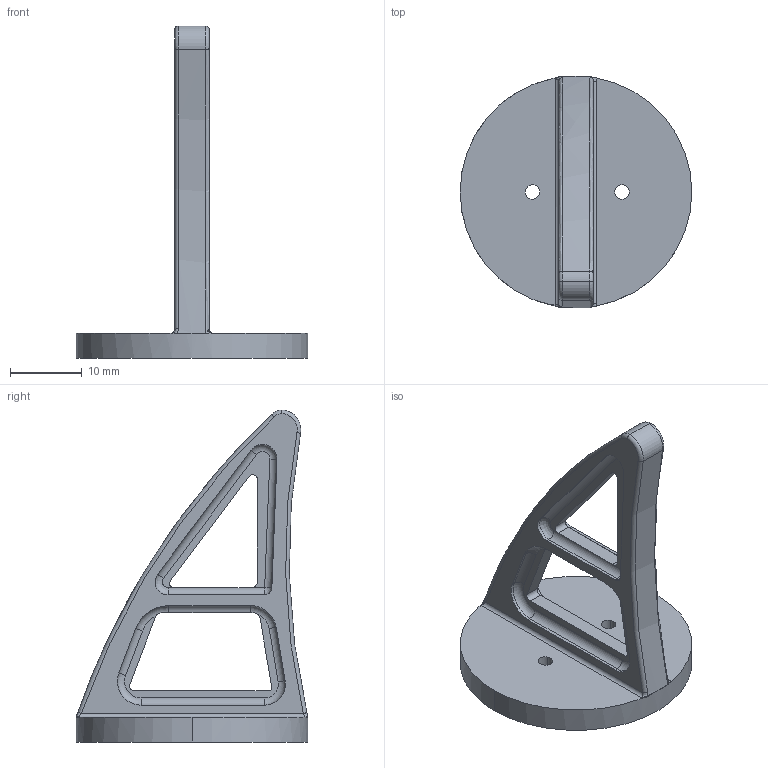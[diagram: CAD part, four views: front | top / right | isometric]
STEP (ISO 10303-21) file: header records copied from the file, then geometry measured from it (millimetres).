
FILE_DESCRIPTION(('CATIA V5 STEP Exchange'),'2;1');
FILE_NAME('leg1.stp','2018-06-28T10:27:03+00:00',('none'),('none'),'CATIA Version 5 Release 20 GA (IN-10)','CATIA V5 STEP AP203','none');
FILE_SCHEMA(('CONFIG_CONTROL_DESIGN'));
Length unit declared in the file: millimetre
Products named in the file (1): noga
Bounding box: 32.2 x 32.2 x 46.15 mm (x, y, z)
Volume: 4723.6 mm3; surface area: 3750.4 mm2
Topology: 1 solids, 1 shells, 112 faces, 283 edges, 173 vertices
Faces by surface type: cylinder 48, plane 36, torus 16, bspline 7, revolution 4, extrusion 1
Entity records: 3670 total; most frequent: CARTESIAN_POINT 1130, ORIENTED_EDGE 566, DIRECTION 409, EDGE_CURVE 283, AXIS2_PLACEMENT_3D 204, VERTEX_POINT 173, CIRCLE 123, VECTOR 122
